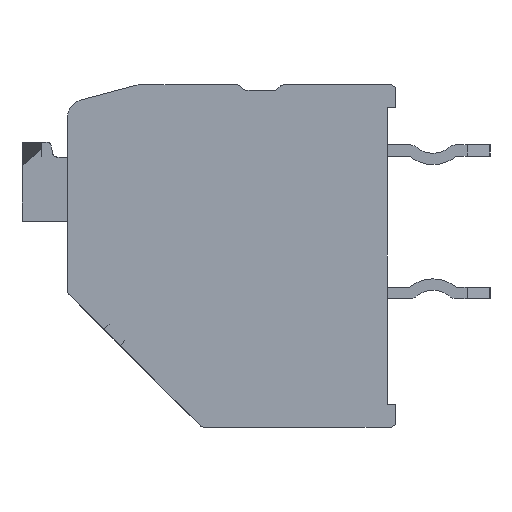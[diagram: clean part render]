
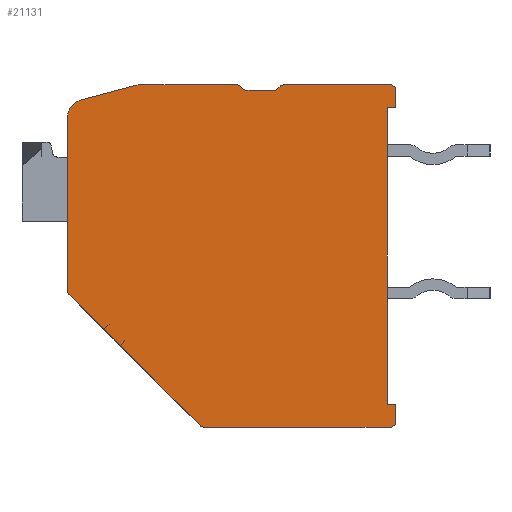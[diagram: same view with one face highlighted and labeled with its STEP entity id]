
A CAD part, left-side view. The second image highlights one B-rep face of the part: STEP entity #21131.
In plain terms, the highlighted planar face has unit normal (-1, 0, 0).
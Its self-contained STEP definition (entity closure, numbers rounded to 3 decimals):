
#6829=CARTESIAN_POINT('',(-59.5,5.15,4.883));
#6830=DIRECTION('',(1.,0.,0.));
#6831=DIRECTION('',(0.,1.,0.));
#6832=AXIS2_PLACEMENT_3D('',#6829,#6830,#6831);
#6834=DIRECTION('',(0.,-0.966,0.259));
#6835=VECTOR('',#6834,1.997);
#6836=CARTESIAN_POINT('',(-59.5,5.305,5.463));
#6837=LINE('',#6836,#6835);
#6838=CARTESIAN_POINT('',(-59.5,3.221,5.4));
#6839=DIRECTION('',(1.,0.,0.));
#6840=DIRECTION('',(0.,0.259,0.966));
#6841=AXIS2_PLACEMENT_3D('',#6838,#6839,#6840);
#6843=DIRECTION('',(0.,-1.,0.));
#6844=VECTOR('',#6843,3.388);
#6845=CARTESIAN_POINT('',(-59.5,3.221,6.));
#6846=LINE('',#6845,#6844);
#6847=CARTESIAN_POINT('',(-59.5,-0.167,5.8));
#6848=DIRECTION('',(1.,0.,0.));
#6849=DIRECTION('',(0.,0.,1.));
#6850=AXIS2_PLACEMENT_3D('',#6847,#6848,#6849);
#6852=DIRECTION('',(0.,-0.707,-0.707));
#6853=VECTOR('',#6852,0.117);
#6854=CARTESIAN_POINT('',(-59.5,-0.309,5.941));
#6855=LINE('',#6854,#6853);
#6856=CARTESIAN_POINT('',(-59.5,-0.533,6.));
#6857=DIRECTION('',(-1.,0.,0.));
#6858=DIRECTION('',(0.,0.707,-0.707));
#6859=AXIS2_PLACEMENT_3D('',#6856,#6857,#6858);
#6861=DIRECTION('',(0.,-1.,0.));
#6862=VECTOR('',#6861,0.934);
#6863=CARTESIAN_POINT('',(-59.5,-0.533,5.8));
#6864=LINE('',#6863,#6862);
#6865=CARTESIAN_POINT('',(-59.5,-1.467,6.));
#6866=DIRECTION('',(-1.,0.,0.));
#6867=DIRECTION('',(0.,0.,-1.));
#6868=AXIS2_PLACEMENT_3D('',#6865,#6866,#6867);
#6870=DIRECTION('',(0.,-0.707,0.707));
#6871=VECTOR('',#6870,0.117);
#6872=CARTESIAN_POINT('',(-59.5,-1.609,5.859));
#6873=LINE('',#6872,#6871);
#6874=CARTESIAN_POINT('',(-59.5,-1.833,5.8));
#6875=DIRECTION('',(1.,0.,0.));
#6876=DIRECTION('',(0.,0.707,0.707));
#6877=AXIS2_PLACEMENT_3D('',#6874,#6875,#6876);
#6879=DIRECTION('',(0.,-1.,0.));
#6880=VECTOR('',#6879,3.717);
#6881=CARTESIAN_POINT('',(-59.5,-1.833,6.));
#6882=LINE('',#6881,#6880);
#6883=CARTESIAN_POINT('',(-59.5,-5.55,5.8));
#6884=DIRECTION('',(1.,0.,0.));
#6885=DIRECTION('',(0.,0.,1.));
#6886=AXIS2_PLACEMENT_3D('',#6883,#6884,#6885);
#6888=DIRECTION('',(0.,0.,-1.));
#6889=VECTOR('',#6888,0.6);
#6890=CARTESIAN_POINT('',(-59.5,-5.75,5.8));
#6891=LINE('',#6890,#6889);
#6892=DIRECTION('',(0.,1.,0.));
#6893=VECTOR('',#6892,0.3);
#6894=CARTESIAN_POINT('',(-59.5,-5.75,5.2));
#6895=LINE('',#6894,#6893);
#6896=DIRECTION('',(0.,0.,-1.));
#6897=VECTOR('',#6896,10.4);
#6898=CARTESIAN_POINT('',(-59.5,-5.45,5.2));
#6899=LINE('',#6898,#6897);
#6900=DIRECTION('',(0.,-1.,0.));
#6901=VECTOR('',#6900,0.3);
#6902=CARTESIAN_POINT('',(-59.5,-5.45,-5.2));
#6903=LINE('',#6902,#6901);
#6904=DIRECTION('',(0.,0.,-1.));
#6905=VECTOR('',#6904,0.6);
#6906=CARTESIAN_POINT('',(-59.5,-5.75,-5.2));
#6907=LINE('',#6906,#6905);
#6908=CARTESIAN_POINT('',(-59.5,-5.55,-5.8));
#6909=DIRECTION('',(1.,0.,0.));
#6910=DIRECTION('',(0.,-1.,0.));
#6911=AXIS2_PLACEMENT_3D('',#6908,#6909,#6910);
#6913=DIRECTION('',(0.,1.,0.));
#6914=VECTOR('',#6913,6.515);
#6915=CARTESIAN_POINT('',(-59.5,-5.55,-6.));
#6916=LINE('',#6915,#6914);
#6917=CARTESIAN_POINT('',(-59.5,0.965,-5.8));
#6918=DIRECTION('',(1.,0.,0.));
#6919=DIRECTION('',(0.,0.,-1.));
#6920=AXIS2_PLACEMENT_3D('',#6917,#6918,#6919);
#6922=DIRECTION('',(0.,0.707,0.707));
#6923=VECTOR('',#6922,6.484);
#6924=CARTESIAN_POINT('',(-59.5,1.107,-5.941));
#6925=LINE('',#6924,#6923);
#6926=CARTESIAN_POINT('',(-59.5,5.55,-1.215));
#6927=DIRECTION('',(1.,0.,0.));
#6928=DIRECTION('',(0.,0.707,-0.707));
#6929=AXIS2_PLACEMENT_3D('',#6926,#6927,#6928);
#6931=DIRECTION('',(0.,0.,1.));
#6932=VECTOR('',#6931,6.098);
#6933=CARTESIAN_POINT('',(-59.5,5.75,-1.215));
#6934=LINE('',#6933,#6932);
#9431=CARTESIAN_POINT('',(-59.5,5.75,4.883));
#9432=CARTESIAN_POINT('',(-59.5,5.305,5.463));
#9433=VERTEX_POINT('',#9431);
#9434=VERTEX_POINT('',#9432);
#9435=CARTESIAN_POINT('',(-59.5,3.376,5.98));
#9436=VERTEX_POINT('',#9435);
#9437=CARTESIAN_POINT('',(-59.5,3.221,6.));
#9438=VERTEX_POINT('',#9437);
#9439=CARTESIAN_POINT('',(-59.5,-0.167,6.));
#9440=VERTEX_POINT('',#9439);
#9441=CARTESIAN_POINT('',(-59.5,-0.309,5.941));
#9442=VERTEX_POINT('',#9441);
#9443=CARTESIAN_POINT('',(-59.5,-0.391,5.859));
#9444=VERTEX_POINT('',#9443);
#9445=CARTESIAN_POINT('',(-59.5,-0.533,5.8));
#9446=VERTEX_POINT('',#9445);
#9447=CARTESIAN_POINT('',(-59.5,-1.467,5.8));
#9448=VERTEX_POINT('',#9447);
#9449=CARTESIAN_POINT('',(-59.5,-1.609,5.859));
#9450=VERTEX_POINT('',#9449);
#9451=CARTESIAN_POINT('',(-59.5,-1.691,5.941));
#9452=VERTEX_POINT('',#9451);
#9453=CARTESIAN_POINT('',(-59.5,-1.833,6.));
#9454=VERTEX_POINT('',#9453);
#9455=CARTESIAN_POINT('',(-59.5,-5.55,6.));
#9456=VERTEX_POINT('',#9455);
#9457=CARTESIAN_POINT('',(-59.5,-5.75,5.8));
#9458=VERTEX_POINT('',#9457);
#9459=CARTESIAN_POINT('',(-59.5,-5.75,5.2));
#9460=VERTEX_POINT('',#9459);
#9461=CARTESIAN_POINT('',(-59.5,-5.45,5.2));
#9462=VERTEX_POINT('',#9461);
#9463=CARTESIAN_POINT('',(-59.5,-5.45,-5.2));
#9464=VERTEX_POINT('',#9463);
#9465=CARTESIAN_POINT('',(-59.5,-5.75,-5.2));
#9466=VERTEX_POINT('',#9465);
#9467=CARTESIAN_POINT('',(-59.5,-5.75,-5.8));
#9468=VERTEX_POINT('',#9467);
#9469=CARTESIAN_POINT('',(-59.5,-5.55,-6.));
#9470=VERTEX_POINT('',#9469);
#9471=CARTESIAN_POINT('',(-59.5,0.965,-6.));
#9472=VERTEX_POINT('',#9471);
#9473=CARTESIAN_POINT('',(-59.5,1.107,-5.941));
#9474=VERTEX_POINT('',#9473);
#9475=CARTESIAN_POINT('',(-59.5,5.691,-1.357));
#9476=VERTEX_POINT('',#9475);
#9477=CARTESIAN_POINT('',(-59.5,5.75,-1.215));
#9478=VERTEX_POINT('',#9477);
#21100=CARTESIAN_POINT('',(-59.5,0.,0.));
#21101=DIRECTION('',(1.,0.,0.));
#21102=DIRECTION('',(0.,0.,-1.));
#21103=AXIS2_PLACEMENT_3D('',#21100,#21101,#21102);
#21104=PLANE('',#21103);
#21105=ORIENTED_EDGE('',*,*,#12085,.T.);
#21106=ORIENTED_EDGE('',*,*,#12100,.T.);
#21107=ORIENTED_EDGE('',*,*,#12114,.T.);
#21108=ORIENTED_EDGE('',*,*,#12128,.T.);
#21109=ORIENTED_EDGE('',*,*,#12142,.T.);
#21110=ORIENTED_EDGE('',*,*,#12156,.T.);
#21111=ORIENTED_EDGE('',*,*,#12170,.T.);
#21112=ORIENTED_EDGE('',*,*,#12184,.T.);
#21113=ORIENTED_EDGE('',*,*,#12198,.T.);
#21114=ORIENTED_EDGE('',*,*,#12212,.T.);
#21115=ORIENTED_EDGE('',*,*,#12226,.T.);
#21116=ORIENTED_EDGE('',*,*,#12240,.T.);
#21117=ORIENTED_EDGE('',*,*,#12254,.T.);
#21118=ORIENTED_EDGE('',*,*,#12268,.T.);
#21119=ORIENTED_EDGE('',*,*,#12282,.T.);
#21120=ORIENTED_EDGE('',*,*,#12296,.T.);
#21121=ORIENTED_EDGE('',*,*,#12480,.T.);
#21122=ORIENTED_EDGE('',*,*,#12494,.T.);
#21123=ORIENTED_EDGE('',*,*,#12508,.T.);
#21124=ORIENTED_EDGE('',*,*,#12522,.T.);
#21125=ORIENTED_EDGE('',*,*,#12536,.T.);
#21126=ORIENTED_EDGE('',*,*,#12559,.T.);
#21127=ORIENTED_EDGE('',*,*,#13185,.T.);
#21128=ORIENTED_EDGE('',*,*,#13351,.T.);
#21129=EDGE_LOOP('',(#21105,#21106,#21107,#21108,#21109,#21110,#21111,#21112,
#21113,#21114,#21115,#21116,#21117,#21118,#21119,#21120,#21121,#21122,#21123,
#21124,#21125,#21126,#21127,#21128));
#21130=FACE_OUTER_BOUND('',#21129,.F.);
#6833=CIRCLE('',#6832,0.6);
#6842=CIRCLE('',#6841,0.6);
#6851=CIRCLE('',#6850,0.2);
#6860=CIRCLE('',#6859,0.2);
#6869=CIRCLE('',#6868,0.2);
#6878=CIRCLE('',#6877,0.2);
#6887=CIRCLE('',#6886,0.2);
#6912=CIRCLE('',#6911,0.2);
#6921=CIRCLE('',#6920,0.2);
#6930=CIRCLE('',#6929,0.2);
#12085=EDGE_CURVE('',#9433,#9434,#6833,.T.);
#12100=EDGE_CURVE('',#9434,#9436,#6837,.T.);
#12114=EDGE_CURVE('',#9436,#9438,#6842,.T.);
#12128=EDGE_CURVE('',#9438,#9440,#6846,.T.);
#12142=EDGE_CURVE('',#9440,#9442,#6851,.T.);
#12156=EDGE_CURVE('',#9442,#9444,#6855,.T.);
#12170=EDGE_CURVE('',#9444,#9446,#6860,.T.);
#12184=EDGE_CURVE('',#9446,#9448,#6864,.T.);
#12198=EDGE_CURVE('',#9448,#9450,#6869,.T.);
#12212=EDGE_CURVE('',#9450,#9452,#6873,.T.);
#12226=EDGE_CURVE('',#9452,#9454,#6878,.T.);
#12240=EDGE_CURVE('',#9454,#9456,#6882,.T.);
#12254=EDGE_CURVE('',#9456,#9458,#6887,.T.);
#12268=EDGE_CURVE('',#9458,#9460,#6891,.T.);
#12282=EDGE_CURVE('',#9460,#9462,#6895,.T.);
#12296=EDGE_CURVE('',#9462,#9464,#6899,.T.);
#12480=EDGE_CURVE('',#9464,#9466,#6903,.T.);
#12494=EDGE_CURVE('',#9466,#9468,#6907,.T.);
#12508=EDGE_CURVE('',#9468,#9470,#6912,.T.);
#12522=EDGE_CURVE('',#9470,#9472,#6916,.T.);
#12536=EDGE_CURVE('',#9472,#9474,#6921,.T.);
#12559=EDGE_CURVE('',#9474,#9476,#6925,.T.);
#13185=EDGE_CURVE('',#9476,#9478,#6930,.T.);
#13351=EDGE_CURVE('',#9478,#9433,#6934,.T.);
#21131=ADVANCED_FACE('',(#21130),#21104,.F.);
